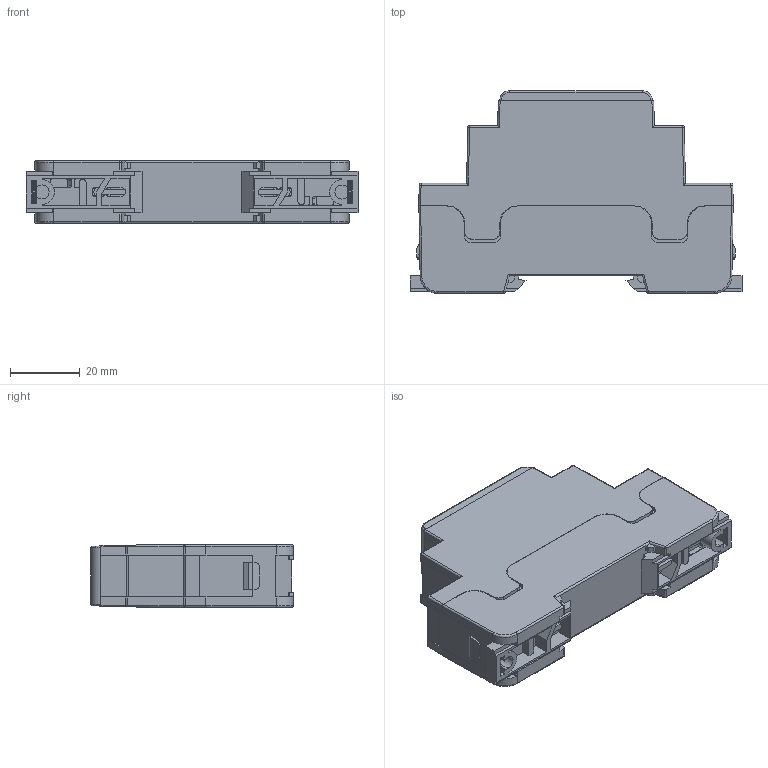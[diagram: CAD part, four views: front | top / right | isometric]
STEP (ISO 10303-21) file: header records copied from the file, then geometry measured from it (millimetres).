
FILE_DESCRIPTION (( 'STEP AP203' ), '1' );
FILE_NAME ('449-310-40.STEP', '2021-08-24T11:04:44', ( '' ), ( '' ), 'SwSTEP 2.0', 'SolidWorks 2018', '' );
FILE_SCHEMA (( 'CONFIG_CONTROL_DESIGN' ));
Length unit declared in the file: millimetre
Products named in the file (5): 449-310-40; 044931001; 044900200; 044900400_044900400; 044931041_044931041
Assembly tree (6 placements, depth 2):
  449-310-40
    044931041_044931041
    044931001
    044900400_044900400  x2
    044900200  x2
Bounding box: 95 x 58 x 18.05 mm (x, y, z)
Volume: 25356.1 mm3; surface area: 39349.7 mm2
Topology: 6 solids, 6 shells, 1025 faces, 2790 edges, 1804 vertices
Faces by surface type: plane 803, cylinder 194, sphere 16, bspline 4, cone 4, torus 4
Entity records: 25633 total; most frequent: CARTESIAN_POINT 4866, ORIENTED_EDGE 4372, DIRECTION 3956, EDGE_CURVE 2186, VECTOR 1808, LINE 1808, VERTEX_POINT 1416, AXIS2_PLACEMENT_3D 1074
